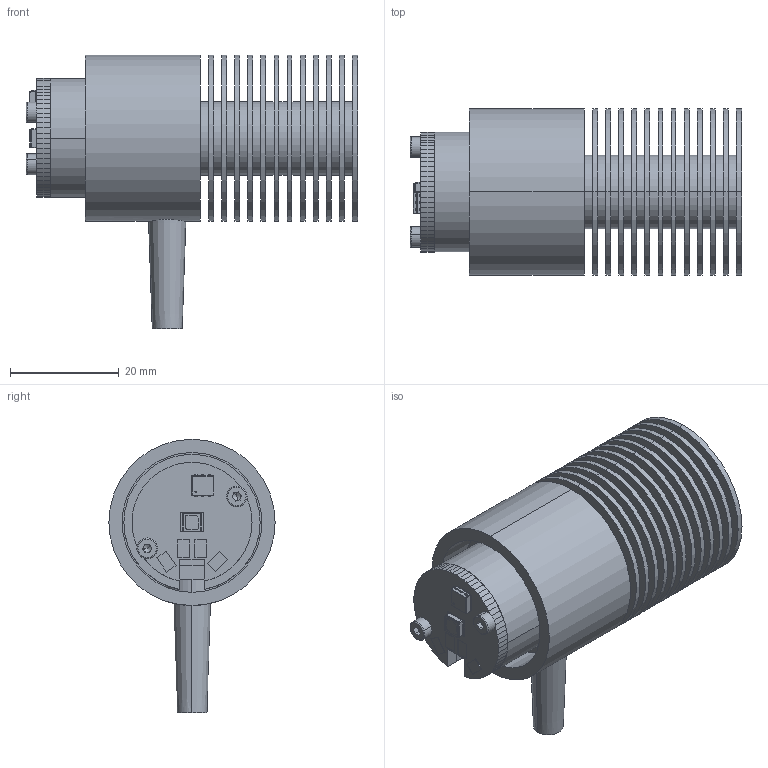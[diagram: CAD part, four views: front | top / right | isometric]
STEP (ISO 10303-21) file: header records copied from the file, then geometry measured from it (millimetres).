
FILE_DESCRIPTION (( 'STEP AP214' ), '1' );
FILE_NAME ('MTN018134-E0W.STEP', '2020-03-03T15:42:00', ( '' ), ( '' ), 'SwSTEP 2.0', 'SolidWorks 2018', '' );
FILE_SCHEMA (( 'AUTOMOTIVE_DESIGN' ));
Length unit declared in the file: millimetre
Products named in the file (1): MTN018134-E0W
Bounding box: 60.9 x 30.5 x 50.17 mm (x, y, z)
Volume: 27736.6 mm3; surface area: 28065.4 mm2
Topology: 23 solids, 23 shells, 500 faces, 1183 edges, 752 vertices
Faces by surface type: plane 301, cylinder 143, bspline 24, cone 20, torus 12
Entity records: 22234 total; most frequent: CARTESIAN_POINT 4924, DIRECTION 2393, ORIENTED_EDGE 2330, EDGE_CURVE 1165, AXIS2_PLACEMENT_3D 803, LINE 787, VECTOR 787, VERTEX_POINT 752
